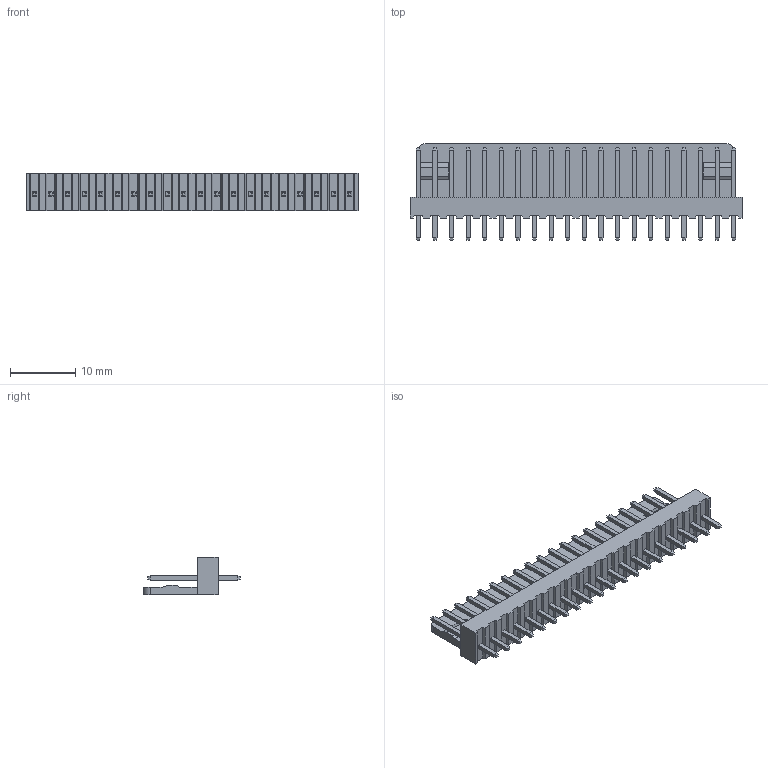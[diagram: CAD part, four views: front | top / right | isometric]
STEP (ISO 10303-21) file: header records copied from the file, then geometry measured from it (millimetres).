
FILE_DESCRIPTION (( 'STEP AP214' ), '1' );
FILE_NAME ('11633, SWR25X-NRTC-S20-ST-BA.STEP', '2012-09-20T03:02:16', ( '' ), ( '' ), 'SwSTEP 2.0', 'SolidWorks 2012', '' );
FILE_SCHEMA (( 'AUTOMOTIVE_DESIGN' ));
Length unit declared in the file: millimetre
Products named in the file (1): 11633, SWR25X-NRTC-S20-ST-BA
Bounding box: 50.8 x 14.8 x 5.8 mm (x, y, z)
Volume: 1433.9 mm3; surface area: 2365.7 mm2
Topology: 1 solids, 1 shells, 460 faces, 1094 edges, 676 vertices
Faces by surface type: plane 458, cylinder 2
Entity records: 12816 total; most frequent: CARTESIAN_POINT 2231, ORIENTED_EDGE 2188, DIRECTION 2020, EDGE_CURVE 1094, VECTOR 1090, LINE 1090, VERTEX_POINT 676, EDGE_LOOP 500
